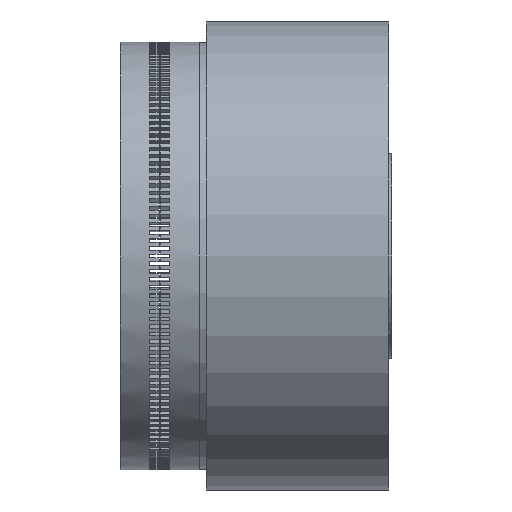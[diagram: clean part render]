
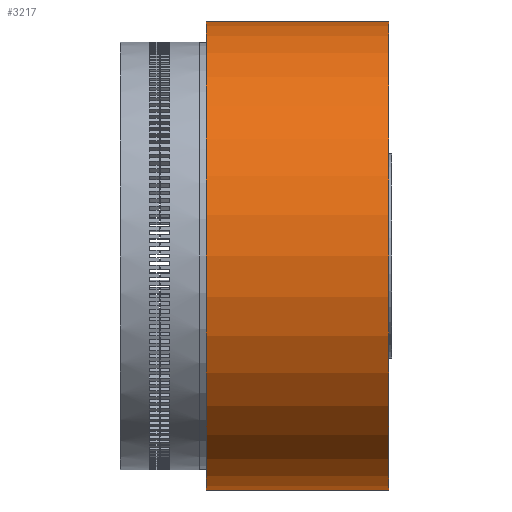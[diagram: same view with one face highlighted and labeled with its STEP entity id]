
A CAD part, front view. The second image highlights one B-rep face of the part: STEP entity #3217.
In plain terms, the highlighted cylindrical face has radius 57.15 mm (diameter 114.3 mm), a partial arc.
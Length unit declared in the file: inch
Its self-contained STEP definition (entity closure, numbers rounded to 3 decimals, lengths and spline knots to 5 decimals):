
#114 = EDGE_LOOP ( 'NONE', ( #9005, #7844, #15681, #1686 ) ) ;
#1448 = LINE ( 'NONE', #6954, #32413 ) ;
#1686 = ORIENTED_EDGE ( 'NONE', *, *, #35720, .F. ) ;
#2393 = FACE_OUTER_BOUND ( 'NONE', #114, .T. ) ;
#3217 = ADVANCED_FACE ( 'NONE', ( #2393 ), #21848, .T. ) ;
#5884 = AXIS2_PLACEMENT_3D ( 'NONE', #39616, #16376, #43521 ) ;
#5997 = CARTESIAN_POINT ( 'NONE',  ( 0., 0., 2.25 ) ) ;
#6954 = CARTESIAN_POINT ( 'NONE',  ( -0.14044, 0., -2.25 ) ) ;
#7185 = CARTESIAN_POINT ( 'NONE',  ( -0.14044, 0., 2.25 ) ) ;
#7844 = ORIENTED_EDGE ( 'NONE', *, *, #37559, .T. ) ;
#9005 = ORIENTED_EDGE ( 'NONE', *, *, #48324, .F. ) ;
#9454 = VERTEX_POINT ( 'NONE', #15258 ) ;
#13796 = CARTESIAN_POINT ( 'NONE',  ( 1.755, 0., 0. ) ) ;
#15258 = CARTESIAN_POINT ( 'NONE',  ( 0., 0., -2.25 ) ) ;
#15681 = ORIENTED_EDGE ( 'NONE', *, *, #39335, .T. ) ;
#16376 = DIRECTION ( 'NONE',  ( -1., 0., 0. ) ) ;
#17717 = DIRECTION ( 'NONE',  ( 0., 0., 1. ) ) ;
#18510 = CIRCLE ( 'NONE', #32945, 2.25 ) ;
#19413 = CARTESIAN_POINT ( 'NONE',  ( -0.14044, 0., 0. ) ) ;
#21848 = CYLINDRICAL_SURFACE ( 'NONE', #43125, 2.25 ) ;
#21973 = LINE ( 'NONE', #7185, #41441 ) ;
#22402 = DIRECTION ( 'NONE',  ( -1., 0., 0. ) ) ;
#27268 = CARTESIAN_POINT ( 'NONE',  ( 1.755, 0., 2.25 ) ) ;
#30282 = VERTEX_POINT ( 'NONE', #5997 ) ;
#32413 = VECTOR ( 'NONE', #22402, 39.37008 ) ;
#32945 = AXIS2_PLACEMENT_3D ( 'NONE', #13796, #40976, #17717 ) ;
#34321 = DIRECTION ( 'NONE',  ( -1., 0., 0. ) ) ;
#34866 = DIRECTION ( 'NONE',  ( 0., 0., 1. ) ) ;
#35720 = EDGE_CURVE ( 'NONE', #9454, #30282, #38691, .T. ) ;
#37285 = CARTESIAN_POINT ( 'NONE',  ( 1.755, 0., -2.25 ) ) ;
#37559 = EDGE_CURVE ( 'NONE', #48835, #38396, #18510, .T. ) ;
#38396 = VERTEX_POINT ( 'NONE', #27268 ) ;
#38691 = CIRCLE ( 'NONE', #5884, 2.25 ) ;
#39335 = EDGE_CURVE ( 'NONE', #38396, #30282, #21973, .T. ) ;
#39616 = CARTESIAN_POINT ( 'NONE',  ( 0., 0., 0. ) ) ;
#40976 = DIRECTION ( 'NONE',  ( -1., 0., 0. ) ) ;
#41441 = VECTOR ( 'NONE', #34321, 39.37008 ) ;
#42659 = DIRECTION ( 'NONE',  ( -1., 0., 0. ) ) ;
#43125 = AXIS2_PLACEMENT_3D ( 'NONE', #19413, #42659, #34866 ) ;
#43521 = DIRECTION ( 'NONE',  ( 0., 0., 1. ) ) ;
#48324 = EDGE_CURVE ( 'NONE', #48835, #9454, #1448, .T. ) ;
#48835 = VERTEX_POINT ( 'NONE', #37285 ) ;
